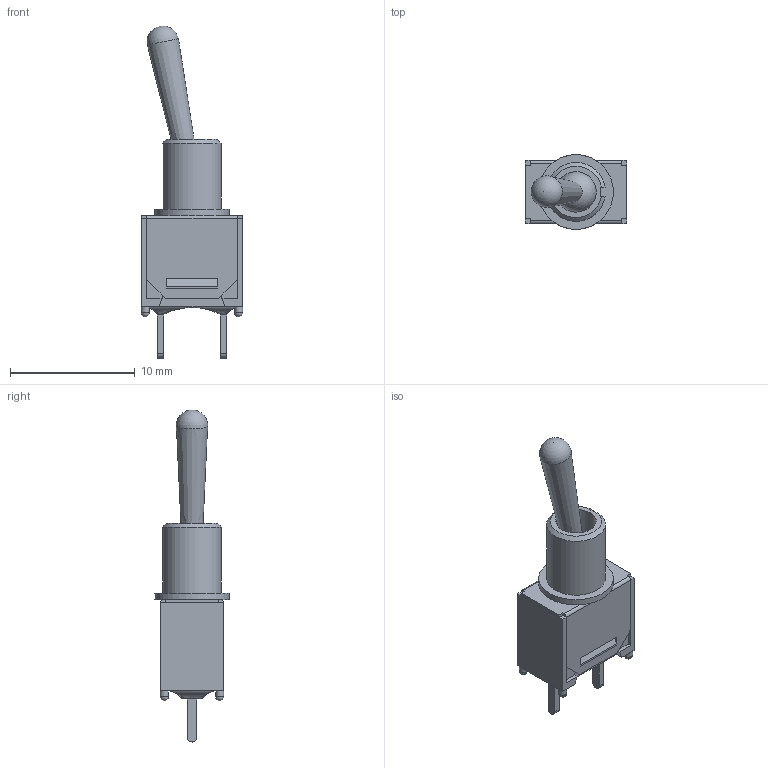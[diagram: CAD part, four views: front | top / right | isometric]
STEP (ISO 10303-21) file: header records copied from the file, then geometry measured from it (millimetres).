
FILE_DESCRIPTION(/* description */ (''),/* implementation_level */ '2;1');
FILE_NAME(/* name */ '200MSP6T1B3M2xE.stp',/* time_stamp */ '2026-01-17T21:12:46-06:00',/* author */ ('jmeyers'),/* organization */ (''),/* preprocessor_version */ 'ST-DEVELOPER v18.1',/* originating_system */ 'Autodesk Inventor 2022',/* authorisation */ '');
FILE_SCHEMA (('AUTOMOTIVE_DESIGN { 1 0 10303 214 3 1 1 }'));
Length unit declared in the file: inch
Products named in the file (1): Part46
Bounding box: 8.13 x 6 x 26.63 mm (x, y, z)
Volume: 285 mm3; surface area: 922.3 mm2
Topology: 1 solids, 2 shells, 133 faces, 372 edges, 235 vertices
Faces by surface type: plane 101, cylinder 17, sphere 7, bspline 6, cone 2
Full cylindrical faces by diameter (mm): 0.65 x4, 3.25 x2, 6 x1
Entity records: 4579 total; most frequent: CARTESIAN_POINT 1170, ORIENTED_EDGE 732, DIRECTION 651, EDGE_CURVE 366, LINE 281, VECTOR 281, VERTEX_POINT 235, AXIS2_PLACEMENT_3D 185
